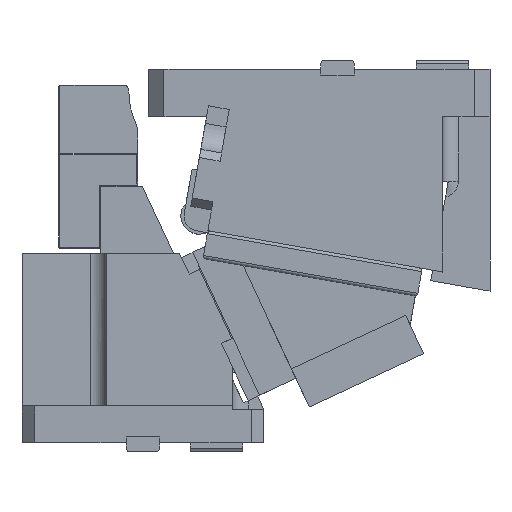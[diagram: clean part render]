
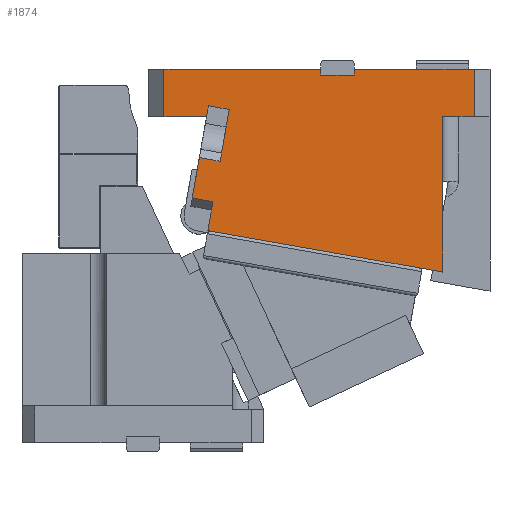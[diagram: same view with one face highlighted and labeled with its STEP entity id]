
A CAD part, front view. The second image highlights one B-rep face of the part: STEP entity #1874.
In plain terms, the highlighted planar face has unit normal (0, -1, 0).
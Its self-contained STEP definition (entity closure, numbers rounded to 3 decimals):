
#507=CARTESIAN_POINT('Vertex',(400.,-60.,310.)) ;
#512=CARTESIAN_POINT('Line Origine',(400.,-60.,236.12)) ;
#516=CARTESIAN_POINT('Vertex',(400.,-60.,162.24)) ;
#1524=CARTESIAN_POINT('Vertex',(430.,-60.,310.)) ;
#1527=CARTESIAN_POINT('Line Origine',(415.,-60.,310.)) ;
#1683=CARTESIAN_POINT('Axis2P3D Location',(313.783,-60.,231.304)) ;
#1688=CARTESIAN_POINT('Line Origine',(194.976,-60.,305.044)) ;
#1692=CARTESIAN_POINT('Vertex',(194.102,-60.,300.087)) ;
#1694=CARTESIAN_POINT('Vertex',(195.849,-60.,310.)) ;
#1697=CARTESIAN_POINT('Line Origine',(193.233,-60.,295.164)) ;
#1701=CARTESIAN_POINT('Vertex',(192.365,-60.,290.24)) ;
#1704=CARTESIAN_POINT('Line Origine',(191.063,-60.,282.854)) ;
#1708=CARTESIAN_POINT('Vertex',(189.761,-60.,275.468)) ;
#1711=CARTESIAN_POINT('Line Origine',(189.066,-60.,271.528)) ;
#1715=CARTESIAN_POINT('Vertex',(188.372,-60.,267.589)) ;
#1718=CARTESIAN_POINT('Line Origine',(178.524,-60.,269.325)) ;
#1722=CARTESIAN_POINT('Vertex',(168.676,-60.,271.062)) ;
#1725=CARTESIAN_POINT('Line Origine',(165.29,-60.,251.858)) ;
#1729=CARTESIAN_POINT('Vertex',(161.904,-60.,232.654)) ;
#1732=CARTESIAN_POINT('Line Origine',(171.752,-60.,230.918)) ;
#1736=CARTESIAN_POINT('Vertex',(181.6,-60.,229.181)) ;
#1739=CARTESIAN_POINT('Line Origine',(181.339,-60.,227.704)) ;
#1743=CARTESIAN_POINT('Vertex',(181.078,-60.,226.228)) ;
#1746=CARTESIAN_POINT('Line Origine',(178.908,-60.,213.917)) ;
#1750=CARTESIAN_POINT('Vertex',(176.737,-60.,201.607)) ;
#1753=CARTESIAN_POINT('Line Origine',(275.218,-60.,184.243)) ;
#1757=CARTESIAN_POINT('Vertex',(373.698,-60.,166.878)) ;
#1760=CARTESIAN_POINT('Line Origine',(386.849,-60.,164.559)) ;
#1765=CARTESIAN_POINT('Line Origine',(430.,-60.,332.5)) ;
#1769=CARTESIAN_POINT('Vertex',(430.,-60.,355.)) ;
#1772=CARTESIAN_POINT('Line Origine',(373.,-60.,355.)) ;
#1776=CARTESIAN_POINT('Vertex',(316.,-60.,355.)) ;
#1779=CARTESIAN_POINT('Line Origine',(316.,-60.,352.25)) ;
#1783=CARTESIAN_POINT('Vertex',(316.,-60.,349.5)) ;
#1786=CARTESIAN_POINT('Line Origine',(300.,-60.,349.5)) ;
#1790=CARTESIAN_POINT('Vertex',(284.,-60.,349.5)) ;
#1793=CARTESIAN_POINT('Line Origine',(284.,-60.,352.25)) ;
#1797=CARTESIAN_POINT('Vertex',(284.,-60.,355.)) ;
#1800=CARTESIAN_POINT('Line Origine',(209.5,-60.,355.)) ;
#1804=CARTESIAN_POINT('Vertex',(135.,-60.,355.)) ;
#1807=CARTESIAN_POINT('Line Origine',(135.,-60.,332.5)) ;
#1811=CARTESIAN_POINT('Vertex',(135.,-60.,310.)) ;
#1814=CARTESIAN_POINT('Line Origine',(150.,-60.,310.)) ;
#1818=CARTESIAN_POINT('Vertex',(165.,-60.,310.)) ;
#1821=CARTESIAN_POINT('Line Origine',(170.271,-60.,310.)) ;
#1825=CARTESIAN_POINT('Vertex',(175.542,-60.,310.)) ;
#1828=CARTESIAN_POINT('Line Origine',(176.45,-60.,315.151)) ;
#1832=CARTESIAN_POINT('Vertex',(177.358,-60.,320.302)) ;
#1835=CARTESIAN_POINT('Line Origine',(187.206,-60.,318.565)) ;
#1839=CARTESIAN_POINT('Vertex',(197.054,-60.,316.829)) ;
#1842=CARTESIAN_POINT('Line Origine',(196.452,-60.,313.414)) ;
#513=DIRECTION('Vector Direction',(0.,0.,-1.)) ;
#1528=DIRECTION('Vector Direction',(-1.,0.,0.)) ;
#1684=DIRECTION('Axis2P3D Direction',(0.,-1.,0.)) ;
#1685=DIRECTION('Axis2P3D XDirection',(1.,0.,0.)) ;
#1689=DIRECTION('Vector Direction',(0.174,0.,0.985)) ;
#1698=DIRECTION('Vector Direction',(0.174,0.,0.985)) ;
#1705=DIRECTION('Vector Direction',(-0.174,0.,-0.985)) ;
#1712=DIRECTION('Vector Direction',(0.174,0.,0.985)) ;
#1719=DIRECTION('Vector Direction',(-0.985,0.,0.174)) ;
#1726=DIRECTION('Vector Direction',(-0.174,0.,-0.985)) ;
#1733=DIRECTION('Vector Direction',(0.985,0.,-0.174)) ;
#1740=DIRECTION('Vector Direction',(0.174,0.,0.985)) ;
#1747=DIRECTION('Vector Direction',(-0.174,0.,-0.985)) ;
#1754=DIRECTION('Vector Direction',(0.985,0.,-0.174)) ;
#1761=DIRECTION('Vector Direction',(0.985,0.,-0.174)) ;
#1766=DIRECTION('Vector Direction',(0.,0.,1.)) ;
#1773=DIRECTION('Vector Direction',(1.,0.,0.)) ;
#1780=DIRECTION('Vector Direction',(0.,0.,1.)) ;
#1787=DIRECTION('Vector Direction',(-1.,0.,0.)) ;
#1794=DIRECTION('Vector Direction',(0.,0.,1.)) ;
#1801=DIRECTION('Vector Direction',(1.,0.,0.)) ;
#1808=DIRECTION('Vector Direction',(0.,0.,-1.)) ;
#1815=DIRECTION('Vector Direction',(-1.,0.,0.)) ;
#1822=DIRECTION('Vector Direction',(-1.,0.,0.)) ;
#1829=DIRECTION('Vector Direction',(-0.174,0.,-0.985)) ;
#1836=DIRECTION('Vector Direction',(-0.985,0.,0.174)) ;
#1843=DIRECTION('Vector Direction',(0.174,0.,0.985)) ;
#1686=AXIS2_PLACEMENT_3D('Plane Axis2P3D',#1683,#1684,#1685) ;
#1848=ORIENTED_EDGE('',*,*,#1696,.F.) ;
#1849=ORIENTED_EDGE('',*,*,#1703,.F.) ;
#1850=ORIENTED_EDGE('',*,*,#1710,.F.) ;
#1851=ORIENTED_EDGE('',*,*,#1717,.F.) ;
#1852=ORIENTED_EDGE('',*,*,#1724,.F.) ;
#1853=ORIENTED_EDGE('',*,*,#1731,.T.) ;
#1854=ORIENTED_EDGE('',*,*,#1738,.F.) ;
#1855=ORIENTED_EDGE('',*,*,#1745,.F.) ;
#1856=ORIENTED_EDGE('',*,*,#1752,.F.) ;
#1857=ORIENTED_EDGE('',*,*,#1759,.T.) ;
#1858=ORIENTED_EDGE('',*,*,#1764,.T.) ;
#1859=ORIENTED_EDGE('',*,*,#518,.F.) ;
#1860=ORIENTED_EDGE('',*,*,#1531,.F.) ;
#1861=ORIENTED_EDGE('',*,*,#1771,.T.) ;
#1862=ORIENTED_EDGE('',*,*,#1778,.F.) ;
#1863=ORIENTED_EDGE('',*,*,#1785,.F.) ;
#1864=ORIENTED_EDGE('',*,*,#1792,.T.) ;
#1865=ORIENTED_EDGE('',*,*,#1799,.T.) ;
#1866=ORIENTED_EDGE('',*,*,#1806,.F.) ;
#1867=ORIENTED_EDGE('',*,*,#1813,.F.) ;
#1868=ORIENTED_EDGE('',*,*,#1820,.F.) ;
#1869=ORIENTED_EDGE('',*,*,#1827,.F.) ;
#1870=ORIENTED_EDGE('',*,*,#1834,.F.) ;
#1871=ORIENTED_EDGE('',*,*,#1841,.F.) ;
#1872=ORIENTED_EDGE('',*,*,#1846,.F.) ;
#514=VECTOR('Line Direction',#513,1.) ;
#1529=VECTOR('Line Direction',#1528,1.) ;
#1690=VECTOR('Line Direction',#1689,1.) ;
#1699=VECTOR('Line Direction',#1698,1.) ;
#1706=VECTOR('Line Direction',#1705,1.) ;
#1713=VECTOR('Line Direction',#1712,1.) ;
#1720=VECTOR('Line Direction',#1719,1.) ;
#1727=VECTOR('Line Direction',#1726,1.) ;
#1734=VECTOR('Line Direction',#1733,1.) ;
#1741=VECTOR('Line Direction',#1740,1.) ;
#1748=VECTOR('Line Direction',#1747,1.) ;
#1755=VECTOR('Line Direction',#1754,1.) ;
#1762=VECTOR('Line Direction',#1761,1.) ;
#1767=VECTOR('Line Direction',#1766,1.) ;
#1774=VECTOR('Line Direction',#1773,1.) ;
#1781=VECTOR('Line Direction',#1780,1.) ;
#1788=VECTOR('Line Direction',#1787,1.) ;
#1795=VECTOR('Line Direction',#1794,1.) ;
#1802=VECTOR('Line Direction',#1801,1.) ;
#1809=VECTOR('Line Direction',#1808,1.) ;
#1816=VECTOR('Line Direction',#1815,1.) ;
#1823=VECTOR('Line Direction',#1822,1.) ;
#1830=VECTOR('Line Direction',#1829,1.) ;
#1837=VECTOR('Line Direction',#1836,1.) ;
#1844=VECTOR('Line Direction',#1843,1.) ;
#1874=ADVANCED_FACE('CAM HOLDER',(#1873),#1687,.T.) ;
#518=EDGE_CURVE('',#508,#517,#515,.T.) ;
#1531=EDGE_CURVE('',#1525,#508,#1530,.T.) ;
#1696=EDGE_CURVE('',#1693,#1695,#1691,.T.) ;
#1703=EDGE_CURVE('',#1702,#1693,#1700,.T.) ;
#1710=EDGE_CURVE('',#1709,#1702,#1707,.F.) ;
#1717=EDGE_CURVE('',#1716,#1709,#1714,.T.) ;
#1724=EDGE_CURVE('',#1723,#1716,#1721,.F.) ;
#1731=EDGE_CURVE('',#1723,#1730,#1728,.T.) ;
#1738=EDGE_CURVE('',#1737,#1730,#1735,.F.) ;
#1745=EDGE_CURVE('',#1744,#1737,#1742,.T.) ;
#1752=EDGE_CURVE('',#1751,#1744,#1749,.F.) ;
#1759=EDGE_CURVE('',#1751,#1758,#1756,.T.) ;
#1764=EDGE_CURVE('',#1758,#517,#1763,.T.) ;
#1771=EDGE_CURVE('',#1525,#1770,#1768,.T.) ;
#1778=EDGE_CURVE('',#1777,#1770,#1775,.T.) ;
#1785=EDGE_CURVE('',#1784,#1777,#1782,.T.) ;
#1792=EDGE_CURVE('',#1784,#1791,#1789,.T.) ;
#1799=EDGE_CURVE('',#1791,#1798,#1796,.T.) ;
#1806=EDGE_CURVE('',#1805,#1798,#1803,.T.) ;
#1813=EDGE_CURVE('',#1812,#1805,#1810,.F.) ;
#1820=EDGE_CURVE('',#1819,#1812,#1817,.T.) ;
#1827=EDGE_CURVE('',#1826,#1819,#1824,.T.) ;
#1834=EDGE_CURVE('',#1833,#1826,#1831,.T.) ;
#1841=EDGE_CURVE('',#1840,#1833,#1838,.T.) ;
#1846=EDGE_CURVE('',#1695,#1840,#1845,.T.) ;
#1847=EDGE_LOOP('',(#1848,#1849,#1850,#1851,#1852,#1853,#1854,#1855,#1856,#1857,#1858,#1859,#1860,#1861,#1862,#1863,#1864,#1865,#1866,#1867,#1868,#1869,#1870,#1871,#1872)) ;
#1873=FACE_OUTER_BOUND('',#1847,.T.) ;
#515=LINE('Line',#512,#514) ;
#1530=LINE('Line',#1527,#1529) ;
#1691=LINE('Line',#1688,#1690) ;
#1700=LINE('Line',#1697,#1699) ;
#1707=LINE('Line',#1704,#1706) ;
#1714=LINE('Line',#1711,#1713) ;
#1721=LINE('Line',#1718,#1720) ;
#1728=LINE('Line',#1725,#1727) ;
#1735=LINE('Line',#1732,#1734) ;
#1742=LINE('Line',#1739,#1741) ;
#1749=LINE('Line',#1746,#1748) ;
#1756=LINE('Line',#1753,#1755) ;
#1763=LINE('Line',#1760,#1762) ;
#1768=LINE('Line',#1765,#1767) ;
#1775=LINE('Line',#1772,#1774) ;
#1782=LINE('Line',#1779,#1781) ;
#1789=LINE('Line',#1786,#1788) ;
#1796=LINE('Line',#1793,#1795) ;
#1803=LINE('Line',#1800,#1802) ;
#1810=LINE('Line',#1807,#1809) ;
#1817=LINE('Line',#1814,#1816) ;
#1824=LINE('Line',#1821,#1823) ;
#1831=LINE('Line',#1828,#1830) ;
#1838=LINE('Line',#1835,#1837) ;
#1845=LINE('Line',#1842,#1844) ;
#1687=PLANE('Plane',#1686) ;
#508=VERTEX_POINT('',#507) ;
#517=VERTEX_POINT('',#516) ;
#1525=VERTEX_POINT('',#1524) ;
#1693=VERTEX_POINT('',#1692) ;
#1695=VERTEX_POINT('',#1694) ;
#1702=VERTEX_POINT('',#1701) ;
#1709=VERTEX_POINT('',#1708) ;
#1716=VERTEX_POINT('',#1715) ;
#1723=VERTEX_POINT('',#1722) ;
#1730=VERTEX_POINT('',#1729) ;
#1737=VERTEX_POINT('',#1736) ;
#1744=VERTEX_POINT('',#1743) ;
#1751=VERTEX_POINT('',#1750) ;
#1758=VERTEX_POINT('',#1757) ;
#1770=VERTEX_POINT('',#1769) ;
#1777=VERTEX_POINT('',#1776) ;
#1784=VERTEX_POINT('',#1783) ;
#1791=VERTEX_POINT('',#1790) ;
#1798=VERTEX_POINT('',#1797) ;
#1805=VERTEX_POINT('',#1804) ;
#1812=VERTEX_POINT('',#1811) ;
#1819=VERTEX_POINT('',#1818) ;
#1826=VERTEX_POINT('',#1825) ;
#1833=VERTEX_POINT('',#1832) ;
#1840=VERTEX_POINT('',#1839) ;
